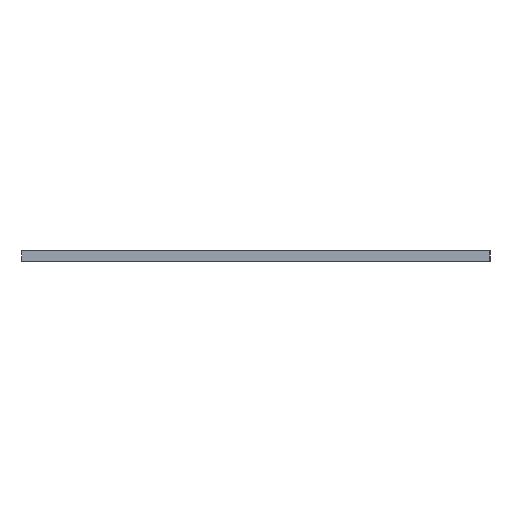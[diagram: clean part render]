
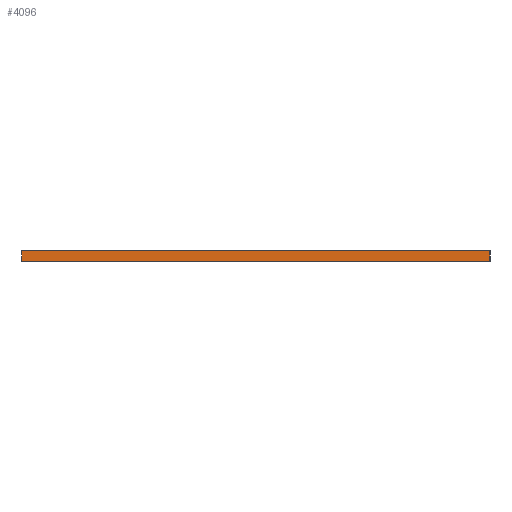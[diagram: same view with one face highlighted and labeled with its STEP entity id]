
A CAD part, left-side view. The second image highlights one B-rep face of the part: STEP entity #4096.
In plain terms, the highlighted planar face has unit normal (-1, 0, 0).
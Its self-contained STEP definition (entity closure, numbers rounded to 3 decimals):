
#282=FACE_OUTER_BOUND('',#472,.T.);
#472=EDGE_LOOP('',(#3343,#3344,#3345,#3346));
#1088=LINE('',#6375,#1644);
#1096=LINE('',#6390,#1652);
#1097=LINE('',#6392,#1653);
#1098=LINE('',#6393,#1654);
#1644=VECTOR('',#5244,10.);
#1652=VECTOR('',#5256,10.);
#1653=VECTOR('',#5259,10.);
#1654=VECTOR('',#5260,10.);
#2023=VERTEX_POINT('',#6371);
#2025=VERTEX_POINT('',#6374);
#2029=VERTEX_POINT('',#6386);
#2030=VERTEX_POINT('',#6388);
#2584=EDGE_CURVE('',#2023,#2025,#1088,.T.);
#2592=EDGE_CURVE('',#2029,#2030,#1096,.T.);
#2593=EDGE_CURVE('',#2029,#2023,#1097,.T.);
#2594=EDGE_CURVE('',#2025,#2030,#1098,.T.);
#3343=ORIENTED_EDGE('',*,*,#2593,.F.);
#3344=ORIENTED_EDGE('',*,*,#2592,.T.);
#3345=ORIENTED_EDGE('',*,*,#2594,.F.);
#3346=ORIENTED_EDGE('',*,*,#2584,.F.);
#3906=PLANE('',#4308);
#4096=ADVANCED_FACE('',(#282),#3906,.T.);
#4308=AXIS2_PLACEMENT_3D('',#6391,#5257,#5258);
#5244=DIRECTION('',(0.,0.,1.));
#5256=DIRECTION('',(0.,0.,1.));
#5257=DIRECTION('center_axis',(-1.,0.,0.));
#5258=DIRECTION('ref_axis',(0.,-1.,0.));
#5259=DIRECTION('',(0.,1.,0.));
#5260=DIRECTION('',(0.,-1.,0.));
#6371=CARTESIAN_POINT('',(0.5,-0.5,0.));
#6374=CARTESIAN_POINT('',(0.5,-0.5,1.6));
#6375=CARTESIAN_POINT('',(0.5,-0.5,0.));
#6386=CARTESIAN_POINT('',(0.5,-75.037,0.));
#6388=CARTESIAN_POINT('',(0.5,-75.037,1.6));
#6390=CARTESIAN_POINT('',(0.5,-75.037,0.));
#6391=CARTESIAN_POINT('Origin',(0.5,-0.5,0.));
#6392=CARTESIAN_POINT('',(0.5,-75.037,0.));
#6393=CARTESIAN_POINT('',(0.5,-75.037,1.6));
